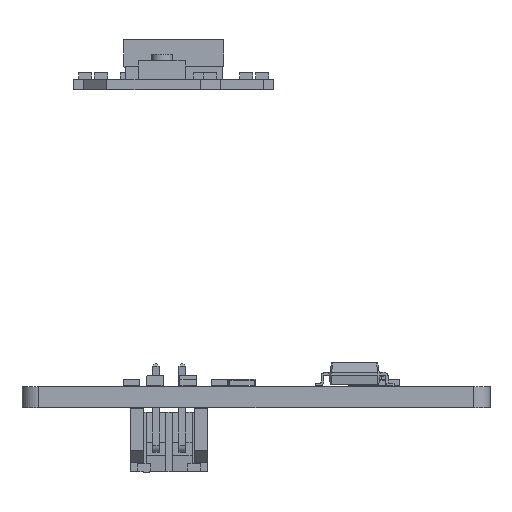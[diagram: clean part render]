
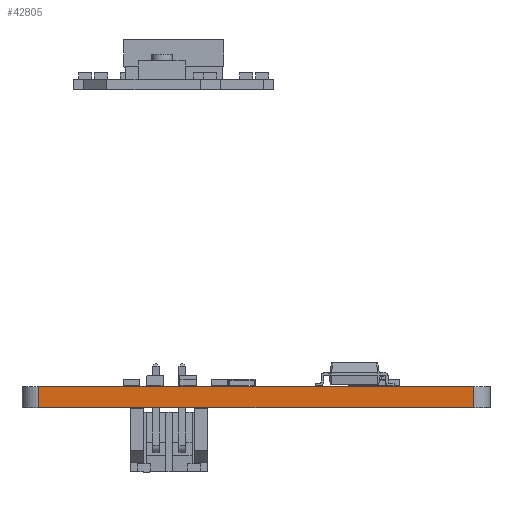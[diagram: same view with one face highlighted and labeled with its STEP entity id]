
A CAD part, front view. The second image highlights one B-rep face of the part: STEP entity #42805.
In plain terms, the highlighted planar face has unit normal (0, -1, 0).
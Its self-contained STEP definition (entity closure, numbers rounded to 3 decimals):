
#40447 = CYLINDRICAL_SURFACE('',#40448,1.27);
#40448 = AXIS2_PLACEMENT_3D('',#40449,#40450,#40451);
#40449 = CARTESIAN_POINT('',(215.9,-76.2,0.));
#40450 = DIRECTION('',(0.,0.,-1.));
#40451 = DIRECTION('',(1.,0.,0.));
#40475 = PLANE('',#40476);
#40476 = AXIS2_PLACEMENT_3D('',#40477,#40478,#40479);
#40477 = CARTESIAN_POINT('',(217.17,-76.2,1.6));
#40478 = DIRECTION('',(0.,0.,-1.));
#40479 = DIRECTION('',(-1.,0.,0.));
#40529 = PLANE('',#40530);
#40530 = AXIS2_PLACEMENT_3D('',#40531,#40532,#40533);
#40531 = CARTESIAN_POINT('',(217.17,-76.2,0.));
#40532 = DIRECTION('',(0.,0.,-1.));
#40533 = DIRECTION('',(-1.,0.,0.));
#40544 = EDGE_CURVE('',#40545,#40547,#40549,.T.);
#40545 = VERTEX_POINT('',#40546);
#40546 = CARTESIAN_POINT('',(215.9,-77.47,0.));
#40547 = VERTEX_POINT('',#40548);
#40548 = CARTESIAN_POINT('',(215.9,-77.47,1.6));
#40549 = SURFACE_CURVE('',#40550,(#40554,#40561),.PCURVE_S1.);
#40550 = LINE('',#40551,#40552);
#40551 = CARTESIAN_POINT('',(215.9,-77.47,0.));
#40552 = VECTOR('',#40553,1.);
#40553 = DIRECTION('',(0.,0.,1.));
#40554 = PCURVE('',#40447,#40555);
#40555 = DEFINITIONAL_REPRESENTATION('',(#40556),#40560);
#40556 = LINE('',#40557,#40558);
#40557 = CARTESIAN_POINT('',(-4.712,0.));
#40558 = VECTOR('',#40559,1.);
#40559 = DIRECTION('',(0.,-1.));
#40560 = ( GEOMETRIC_REPRESENTATION_CONTEXT(2) 
PARAMETRIC_REPRESENTATION_CONTEXT() REPRESENTATION_CONTEXT('2D SPACE',''
  ) );
#40561 = PCURVE('',#40562,#40567);
#40562 = PLANE('',#40563);
#40563 = AXIS2_PLACEMENT_3D('',#40564,#40565,#40566);
#40564 = CARTESIAN_POINT('',(182.88,-77.47,0.));
#40565 = DIRECTION('',(0.,1.,0.));
#40566 = DIRECTION('',(1.,0.,0.));
#40567 = DEFINITIONAL_REPRESENTATION('',(#40568),#40572);
#40568 = LINE('',#40569,#40570);
#40569 = CARTESIAN_POINT('',(33.02,0.));
#40570 = VECTOR('',#40571,1.);
#40571 = DIRECTION('',(0.,-1.));
#40572 = ( GEOMETRIC_REPRESENTATION_CONTEXT(2) 
PARAMETRIC_REPRESENTATION_CONTEXT() REPRESENTATION_CONTEXT('2D SPACE',''
  ) );
#40718 = EDGE_CURVE('',#40719,#40545,#40721,.T.);
#40719 = VERTEX_POINT('',#40720);
#40720 = CARTESIAN_POINT('',(182.88,-77.47,0.));
#40721 = SURFACE_CURVE('',#40722,(#40726,#40733),.PCURVE_S1.);
#40722 = LINE('',#40723,#40724);
#40723 = CARTESIAN_POINT('',(182.88,-77.47,0.));
#40724 = VECTOR('',#40725,1.);
#40725 = DIRECTION('',(1.,0.,0.));
#40726 = PCURVE('',#40529,#40727);
#40727 = DEFINITIONAL_REPRESENTATION('',(#40728),#40732);
#40728 = LINE('',#40729,#40730);
#40729 = CARTESIAN_POINT('',(34.29,-1.27));
#40730 = VECTOR('',#40731,1.);
#40731 = DIRECTION('',(-1.,0.));
#40732 = ( GEOMETRIC_REPRESENTATION_CONTEXT(2) 
PARAMETRIC_REPRESENTATION_CONTEXT() REPRESENTATION_CONTEXT('2D SPACE',''
  ) );
#40733 = PCURVE('',#40562,#40734);
#40734 = DEFINITIONAL_REPRESENTATION('',(#40735),#40739);
#40735 = LINE('',#40736,#40737);
#40736 = CARTESIAN_POINT('',(0.,0.));
#40737 = VECTOR('',#40738,1.);
#40738 = DIRECTION('',(1.,0.));
#40739 = ( GEOMETRIC_REPRESENTATION_CONTEXT(2) 
PARAMETRIC_REPRESENTATION_CONTEXT() REPRESENTATION_CONTEXT('2D SPACE',''
  ) );
#40762 = CYLINDRICAL_SURFACE('',#40763,1.27);
#40763 = AXIS2_PLACEMENT_3D('',#40764,#40765,#40766);
#40764 = CARTESIAN_POINT('',(182.88,-76.2,0.));
#40765 = DIRECTION('',(0.,0.,-1.));
#40766 = DIRECTION('',(1.,0.,0.));
#41842 = EDGE_CURVE('',#41843,#40547,#41845,.T.);
#41843 = VERTEX_POINT('',#41844);
#41844 = CARTESIAN_POINT('',(182.88,-77.47,1.6));
#41845 = SURFACE_CURVE('',#41846,(#41850,#41857),.PCURVE_S1.);
#41846 = LINE('',#41847,#41848);
#41847 = CARTESIAN_POINT('',(182.88,-77.47,1.6));
#41848 = VECTOR('',#41849,1.);
#41849 = DIRECTION('',(1.,0.,0.));
#41850 = PCURVE('',#40475,#41851);
#41851 = DEFINITIONAL_REPRESENTATION('',(#41852),#41856);
#41852 = LINE('',#41853,#41854);
#41853 = CARTESIAN_POINT('',(34.29,-1.27));
#41854 = VECTOR('',#41855,1.);
#41855 = DIRECTION('',(-1.,0.));
#41856 = ( GEOMETRIC_REPRESENTATION_CONTEXT(2) 
PARAMETRIC_REPRESENTATION_CONTEXT() REPRESENTATION_CONTEXT('2D SPACE',''
  ) );
#41857 = PCURVE('',#40562,#41858);
#41858 = DEFINITIONAL_REPRESENTATION('',(#41859),#41863);
#41859 = LINE('',#41860,#41861);
#41860 = CARTESIAN_POINT('',(0.,-1.6));
#41861 = VECTOR('',#41862,1.);
#41862 = DIRECTION('',(1.,0.));
#41863 = ( GEOMETRIC_REPRESENTATION_CONTEXT(2) 
PARAMETRIC_REPRESENTATION_CONTEXT() REPRESENTATION_CONTEXT('2D SPACE',''
  ) );
#42805 = ADVANCED_FACE('',(#42806),#40562,.F.);
#42806 = FACE_BOUND('',#42807,.F.);
#42807 = EDGE_LOOP('',(#42808,#42829,#42830,#42831));
#42808 = ORIENTED_EDGE('',*,*,#42809,.T.);
#42809 = EDGE_CURVE('',#40719,#41843,#42810,.T.);
#42810 = SURFACE_CURVE('',#42811,(#42815,#42822),.PCURVE_S1.);
#42811 = LINE('',#42812,#42813);
#42812 = CARTESIAN_POINT('',(182.88,-77.47,0.));
#42813 = VECTOR('',#42814,1.);
#42814 = DIRECTION('',(0.,0.,1.));
#42815 = PCURVE('',#40562,#42816);
#42816 = DEFINITIONAL_REPRESENTATION('',(#42817),#42821);
#42817 = LINE('',#42818,#42819);
#42818 = CARTESIAN_POINT('',(0.,0.));
#42819 = VECTOR('',#42820,1.);
#42820 = DIRECTION('',(0.,-1.));
#42821 = ( GEOMETRIC_REPRESENTATION_CONTEXT(2) 
PARAMETRIC_REPRESENTATION_CONTEXT() REPRESENTATION_CONTEXT('2D SPACE',''
  ) );
#42822 = PCURVE('',#40762,#42823);
#42823 = DEFINITIONAL_REPRESENTATION('',(#42824),#42828);
#42824 = LINE('',#42825,#42826);
#42825 = CARTESIAN_POINT('',(-4.712,0.));
#42826 = VECTOR('',#42827,1.);
#42827 = DIRECTION('',(0.,-1.));
#42828 = ( GEOMETRIC_REPRESENTATION_CONTEXT(2) 
PARAMETRIC_REPRESENTATION_CONTEXT() REPRESENTATION_CONTEXT('2D SPACE',''
  ) );
#42829 = ORIENTED_EDGE('',*,*,#41842,.T.);
#42830 = ORIENTED_EDGE('',*,*,#40544,.F.);
#42831 = ORIENTED_EDGE('',*,*,#40718,.F.);
